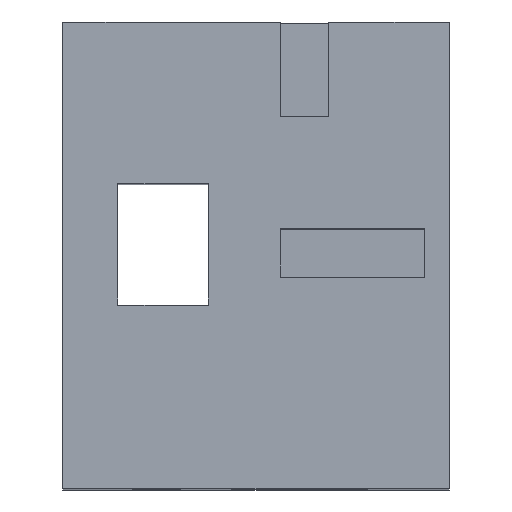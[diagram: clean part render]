
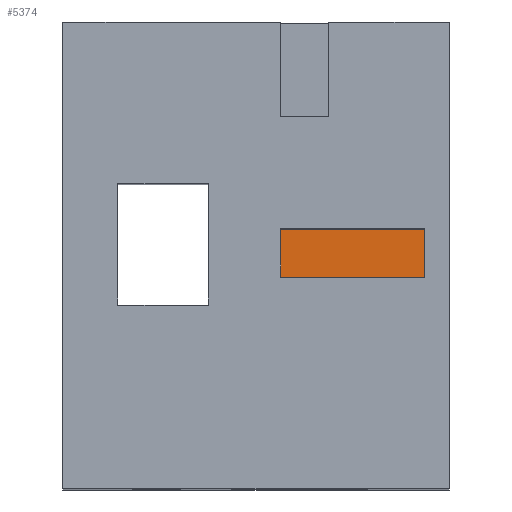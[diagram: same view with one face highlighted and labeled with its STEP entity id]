
A CAD part, top view. The second image highlights one B-rep face of the part: STEP entity #5374.
In plain terms, the highlighted planar face has unit normal (0, 0, 1).
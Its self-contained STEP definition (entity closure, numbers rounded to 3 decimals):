
#1169 = PLANE('',#1170);
#1170 = AXIS2_PLACEMENT_3D('',#1171,#1172,#1173);
#1171 = CARTESIAN_POINT('',(15.043,8.797,
    29.052));
#1172 = DIRECTION('',(1.,0.,0.));
#1173 = DIRECTION('',(-0.,1.,0.));
#1197 = PLANE('',#1198);
#1198 = AXIS2_PLACEMENT_3D('',#1199,#1200,#1201);
#1199 = CARTESIAN_POINT('',(9.05,8.797,
    29.052));
#1200 = DIRECTION('',(0.,-1.,0.));
#1201 = DIRECTION('',(1.,0.,0.));
#1225 = PLANE('',#1226);
#1226 = AXIS2_PLACEMENT_3D('',#1227,#1228,#1229);
#1227 = CARTESIAN_POINT('',(9.05,10.797,
    29.052));
#1228 = DIRECTION('',(-1.,0.,0.));
#1229 = DIRECTION('',(0.,-1.,0.));
#1251 = PLANE('',#1252);
#1252 = AXIS2_PLACEMENT_3D('',#1253,#1254,#1255);
#1253 = CARTESIAN_POINT('',(15.043,10.797,
    29.052));
#1254 = DIRECTION('',(0.,1.,-0.));
#1255 = DIRECTION('',(-1.,0.,0.));
#4051 = VERTEX_POINT('',#4052);
#4052 = CARTESIAN_POINT('',(15.043,8.797,
    25.011));
#4073 = EDGE_CURVE('',#4051,#4074,#4076,.T.);
#4074 = VERTEX_POINT('',#4075);
#4075 = CARTESIAN_POINT('',(15.043,10.797,
    25.011));
#4076 = SURFACE_CURVE('',#4077,(#4081,#4088),.PCURVE_S1.);
#4077 = LINE('',#4078,#4079);
#4078 = CARTESIAN_POINT('',(15.043,8.797,
    25.011));
#4079 = VECTOR('',#4080,1.);
#4080 = DIRECTION('',(0.,1.,0.));
#4081 = PCURVE('',#1169,#4082);
#4082 = DEFINITIONAL_REPRESENTATION('',(#4083),#4087);
#4083 = LINE('',#4084,#4085);
#4084 = CARTESIAN_POINT('',(0.,-4.042));
#4085 = VECTOR('',#4086,1.);
#4086 = DIRECTION('',(1.,0.));
#4087 = ( GEOMETRIC_REPRESENTATION_CONTEXT(2) 
PARAMETRIC_REPRESENTATION_CONTEXT() REPRESENTATION_CONTEXT('2D SPACE',''
  ) );
#4088 = PCURVE('',#4089,#4094);
#4089 = PLANE('',#4090);
#4090 = AXIS2_PLACEMENT_3D('',#4091,#4092,#4093);
#4091 = CARTESIAN_POINT('',(12.046,9.797,
    25.011));
#4092 = DIRECTION('',(0.,0.,1.));
#4093 = DIRECTION('',(1.,0.,0.));
#4094 = DEFINITIONAL_REPRESENTATION('',(#4095),#4099);
#4095 = LINE('',#4096,#4097);
#4096 = CARTESIAN_POINT('',(2.996,-1.));
#4097 = VECTOR('',#4098,1.);
#4098 = DIRECTION('',(0.,1.));
#4099 = ( GEOMETRIC_REPRESENTATION_CONTEXT(2) 
PARAMETRIC_REPRESENTATION_CONTEXT() REPRESENTATION_CONTEXT('2D SPACE',''
  ) );
#4127 = EDGE_CURVE('',#4074,#4128,#4130,.T.);
#4128 = VERTEX_POINT('',#4129);
#4129 = CARTESIAN_POINT('',(9.05,10.797,
    25.011));
#4130 = SURFACE_CURVE('',#4131,(#4135,#4142),.PCURVE_S1.);
#4131 = LINE('',#4132,#4133);
#4132 = CARTESIAN_POINT('',(15.043,10.797,
    25.011));
#4133 = VECTOR('',#4134,1.);
#4134 = DIRECTION('',(-1.,0.,0.));
#4135 = PCURVE('',#1251,#4136);
#4136 = DEFINITIONAL_REPRESENTATION('',(#4137),#4141);
#4137 = LINE('',#4138,#4139);
#4138 = CARTESIAN_POINT('',(0.,-4.042));
#4139 = VECTOR('',#4140,1.);
#4140 = DIRECTION('',(1.,0.));
#4141 = ( GEOMETRIC_REPRESENTATION_CONTEXT(2) 
PARAMETRIC_REPRESENTATION_CONTEXT() REPRESENTATION_CONTEXT('2D SPACE',''
  ) );
#4142 = PCURVE('',#4089,#4143);
#4143 = DEFINITIONAL_REPRESENTATION('',(#4144),#4148);
#4144 = LINE('',#4145,#4146);
#4145 = CARTESIAN_POINT('',(2.996,1.));
#4146 = VECTOR('',#4147,1.);
#4147 = DIRECTION('',(-1.,0.));
#4148 = ( GEOMETRIC_REPRESENTATION_CONTEXT(2) 
PARAMETRIC_REPRESENTATION_CONTEXT() REPRESENTATION_CONTEXT('2D SPACE',''
  ) );
#4176 = EDGE_CURVE('',#4128,#4177,#4179,.T.);
#4177 = VERTEX_POINT('',#4178);
#4178 = CARTESIAN_POINT('',(9.05,8.797,
    25.011));
#4179 = SURFACE_CURVE('',#4180,(#4184,#4191),.PCURVE_S1.);
#4180 = LINE('',#4181,#4182);
#4181 = CARTESIAN_POINT('',(9.05,10.797,
    25.011));
#4182 = VECTOR('',#4183,1.);
#4183 = DIRECTION('',(0.,-1.,0.));
#4184 = PCURVE('',#1225,#4185);
#4185 = DEFINITIONAL_REPRESENTATION('',(#4186),#4190);
#4186 = LINE('',#4187,#4188);
#4187 = CARTESIAN_POINT('',(0.,-4.042));
#4188 = VECTOR('',#4189,1.);
#4189 = DIRECTION('',(1.,0.));
#4190 = ( GEOMETRIC_REPRESENTATION_CONTEXT(2) 
PARAMETRIC_REPRESENTATION_CONTEXT() REPRESENTATION_CONTEXT('2D SPACE',''
  ) );
#4191 = PCURVE('',#4089,#4192);
#4192 = DEFINITIONAL_REPRESENTATION('',(#4193),#4197);
#4193 = LINE('',#4194,#4195);
#4194 = CARTESIAN_POINT('',(-2.996,1.));
#4195 = VECTOR('',#4196,1.);
#4196 = DIRECTION('',(0.,-1.));
#4197 = ( GEOMETRIC_REPRESENTATION_CONTEXT(2) 
PARAMETRIC_REPRESENTATION_CONTEXT() REPRESENTATION_CONTEXT('2D SPACE',''
  ) );
#4225 = EDGE_CURVE('',#4177,#4051,#4226,.T.);
#4226 = SURFACE_CURVE('',#4227,(#4231,#4238),.PCURVE_S1.);
#4227 = LINE('',#4228,#4229);
#4228 = CARTESIAN_POINT('',(9.05,8.797,
    25.011));
#4229 = VECTOR('',#4230,1.);
#4230 = DIRECTION('',(1.,0.,0.));
#4231 = PCURVE('',#1197,#4232);
#4232 = DEFINITIONAL_REPRESENTATION('',(#4233),#4237);
#4233 = LINE('',#4234,#4235);
#4234 = CARTESIAN_POINT('',(0.,-4.042));
#4235 = VECTOR('',#4236,1.);
#4236 = DIRECTION('',(1.,0.));
#4237 = ( GEOMETRIC_REPRESENTATION_CONTEXT(2) 
PARAMETRIC_REPRESENTATION_CONTEXT() REPRESENTATION_CONTEXT('2D SPACE',''
  ) );
#4238 = PCURVE('',#4089,#4239);
#4239 = DEFINITIONAL_REPRESENTATION('',(#4240),#4244);
#4240 = LINE('',#4241,#4242);
#4241 = CARTESIAN_POINT('',(-2.996,-1.));
#4242 = VECTOR('',#4243,1.);
#4243 = DIRECTION('',(1.,0.));
#4244 = ( GEOMETRIC_REPRESENTATION_CONTEXT(2) 
PARAMETRIC_REPRESENTATION_CONTEXT() REPRESENTATION_CONTEXT('2D SPACE',''
  ) );
#5374 = ADVANCED_FACE('14',(#5375),#4089,.T.);
#5375 = FACE_BOUND('',#5376,.T.);
#5376 = EDGE_LOOP('',(#5377,#5378,#5379,#5380));
#5377 = ORIENTED_EDGE('',*,*,#4073,.T.);
#5378 = ORIENTED_EDGE('',*,*,#4127,.T.);
#5379 = ORIENTED_EDGE('',*,*,#4176,.T.);
#5380 = ORIENTED_EDGE('',*,*,#4225,.T.);
